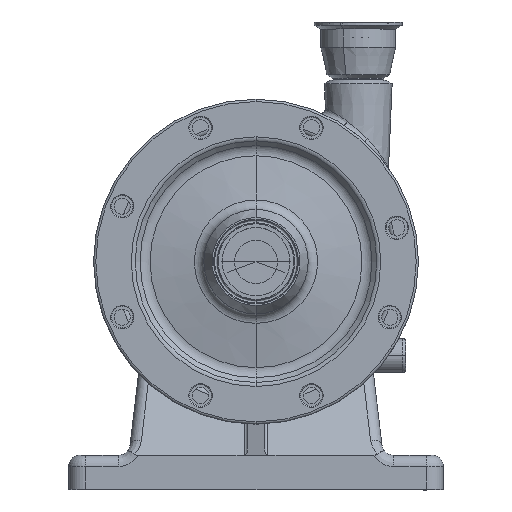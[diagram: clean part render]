
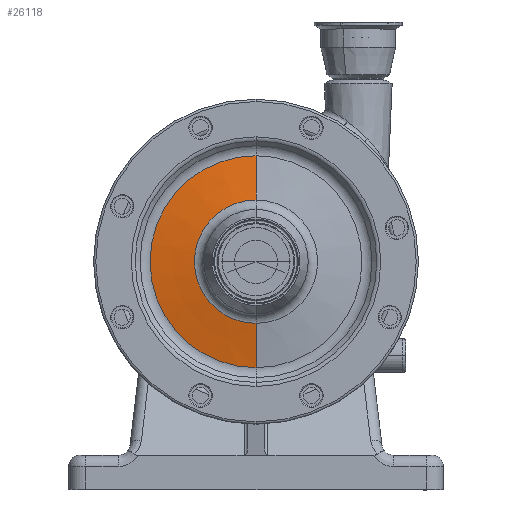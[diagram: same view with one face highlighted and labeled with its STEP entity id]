
A CAD part, top view. The second image highlights one B-rep face of the part: STEP entity #26118.
In plain terms, the highlighted conical face has half-angle 80 degrees and reference radius 93.263 mm.
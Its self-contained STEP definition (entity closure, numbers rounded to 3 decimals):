
#719 = ORIENTED_EDGE ( 'NONE', *, *, #6166, .T. ) ;
#1533 = CARTESIAN_POINT ( 'NONE',  ( 0., 0., -15.611 ) ) ;
#2110 = VERTEX_POINT ( 'NONE', #21005 ) ;
#3605 = EDGE_CURVE ( 'NONE', #12779, #24306, #18026, .T. ) ;
#3905 = DIRECTION ( 'NONE',  ( 0., 1., 0. ) ) ;
#4713 = VECTOR ( 'NONE', #26508, 1000. ) ;
#5311 = ORIENTED_EDGE ( 'NONE', *, *, #12356, .T. ) ;
#5424 = FACE_OUTER_BOUND ( 'NONE', #10625, .T. ) ;
#5499 = LINE ( 'NONE', #11631, #14800 ) ;
#6166 = EDGE_CURVE ( 'NONE', #2110, #19624, #26679, .T. ) ;
#9685 = EDGE_CURVE ( 'NONE', #24306, #19624, #5499, .T. ) ;
#10312 = DIRECTION ( 'NONE',  ( 0., 0., 1. ) ) ;
#10625 = EDGE_LOOP ( 'NONE', ( #18808, #5311, #719, #17200 ) ) ;
#11562 = CARTESIAN_POINT ( 'NONE',  ( 0., 0., -22.488 ) ) ;
#11631 = CARTESIAN_POINT ( 'NONE',  ( 0., -93.264, -22.488 ) ) ;
#12356 = EDGE_CURVE ( 'NONE', #12779, #2110, #16315, .T. ) ;
#12779 = VERTEX_POINT ( 'NONE', #24978 ) ;
#12958 = CARTESIAN_POINT ( 'NONE',  ( 0., 0., -22.488 ) ) ;
#14452 = AXIS2_PLACEMENT_3D ( 'NONE', #1533, #10312, #3905 ) ;
#14800 = VECTOR ( 'NONE', #26556, 1000. ) ;
#16315 = LINE ( 'NONE', #22191, #4713 ) ;
#17200 = ORIENTED_EDGE ( 'NONE', *, *, #9685, .F. ) ;
#17844 = CARTESIAN_POINT ( 'NONE',  ( 0., -93.264, -22.488 ) ) ;
#18026 = CIRCLE ( 'NONE', #14452, 54.264 ) ;
#18323 = CONICAL_SURFACE ( 'NONE', #19665, 93.264, 1.396 ) ;
#18362 = DIRECTION ( 'NONE',  ( 0., -1., 0. ) ) ;
#18808 = ORIENTED_EDGE ( 'NONE', *, *, #3605, .F. ) ;
#19456 = CARTESIAN_POINT ( 'NONE',  ( 0., -54.264, -15.611 ) ) ;
#19495 = DIRECTION ( 'NONE',  ( 0., 1., 0. ) ) ;
#19624 = VERTEX_POINT ( 'NONE', #17844 ) ;
#19665 = AXIS2_PLACEMENT_3D ( 'NONE', #11562, #24392, #18362 ) ;
#21005 = CARTESIAN_POINT ( 'NONE',  ( 0., 93.264, -22.488 ) ) ;
#21456 = DIRECTION ( 'NONE',  ( 0., 0., 1. ) ) ;
#21786 = AXIS2_PLACEMENT_3D ( 'NONE', #12958, #21456, #19495 ) ;
#22191 = CARTESIAN_POINT ( 'NONE',  ( 0., 93.264, -22.488 ) ) ;
#24306 = VERTEX_POINT ( 'NONE', #19456 ) ;
#24392 = DIRECTION ( 'NONE',  ( 0., 0., -1. ) ) ;
#24978 = CARTESIAN_POINT ( 'NONE',  ( 0., 54.264, -15.611 ) ) ;
#26118 = ADVANCED_FACE ( 'NONE', ( #5424 ), #18323, .T. ) ;
#26508 = DIRECTION ( 'NONE',  ( 0., 0.985, -0.174 ) ) ;
#26556 = DIRECTION ( 'NONE',  ( 0., -0.985, -0.174 ) ) ;
#26679 = CIRCLE ( 'NONE', #21786, 93.264 ) ;
